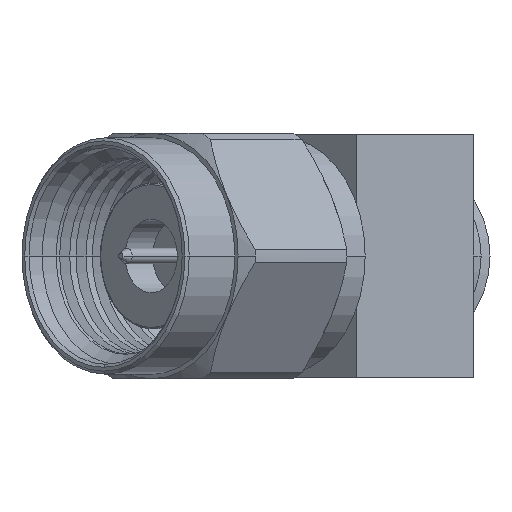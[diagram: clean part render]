
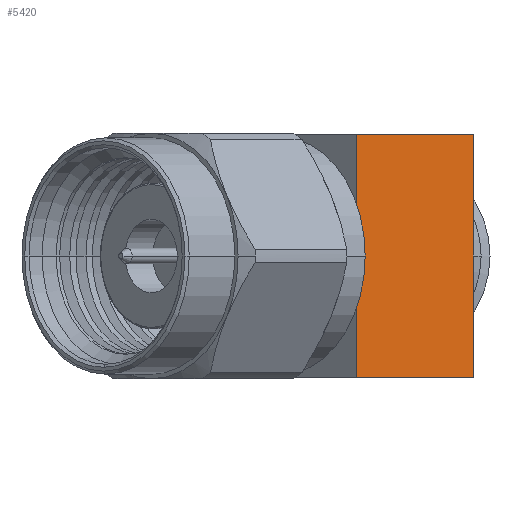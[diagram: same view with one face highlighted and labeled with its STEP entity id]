
A CAD part, left-side view. The second image highlights one B-rep face of the part: STEP entity #5420.
In plain terms, the highlighted planar face has unit normal (-0.707, -0.707, 0).
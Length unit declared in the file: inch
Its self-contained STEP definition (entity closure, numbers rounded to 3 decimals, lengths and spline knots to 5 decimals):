
#134 = CARTESIAN_POINT ( 'NONE',  ( -0.04729, -0.11417, 0.15551 ) ) ;
#203 = CARTESIAN_POINT ( 'NONE',  ( -0.19679, 0.03532, -0.15551 ) ) ;
#339 = DIRECTION ( 'NONE',  ( -0.707, 0.707, 0. ) ) ;
#581 = CARTESIAN_POINT ( 'NONE',  ( -0.04729, -0.11417, -0.15551 ) ) ;
#739 = PLANE ( 'NONE',  #3234 ) ;
#922 = LINE ( 'NONE', #5497, #4182 ) ;
#1036 = LINE ( 'NONE', #1560, #3315 ) ;
#1375 = VECTOR ( 'NONE', #2671, 39.37008 ) ;
#1560 = CARTESIAN_POINT ( 'NONE',  ( -0.19679, 0.03532, -0.15551 ) ) ;
#1592 = DIRECTION ( 'NONE',  ( 0.707, -0.707, 0. ) ) ;
#1812 = VERTEX_POINT ( 'NONE', #134 ) ;
#1979 = EDGE_CURVE ( 'NONE', #6158, #2202, #4769, .T. ) ;
#2202 = VERTEX_POINT ( 'NONE', #4157 ) ;
#2223 = EDGE_CURVE ( 'NONE', #6158, #5302, #1036, .T. ) ;
#2245 = EDGE_LOOP ( 'NONE', ( #6123, #5354, #4418, #5877 ) ) ;
#2340 = DIRECTION ( 'NONE',  ( -0.707, -0.707, 0. ) ) ;
#2613 = LINE ( 'NONE', #5657, #1375 ) ;
#2671 = DIRECTION ( 'NONE',  ( 0.707, -0.707, 0. ) ) ;
#3234 = AXIS2_PLACEMENT_3D ( 'NONE', #4333, #2340, #339 ) ;
#3315 = VECTOR ( 'NONE', #1592, 39.37008 ) ;
#3733 = FACE_OUTER_BOUND ( 'NONE', #2245, .T. ) ;
#4146 = EDGE_CURVE ( 'NONE', #2202, #1812, #2613, .T. ) ;
#4157 = CARTESIAN_POINT ( 'NONE',  ( -0.19679, 0.03532, 0.15551 ) ) ;
#4182 = VECTOR ( 'NONE', #4455, 39.37008 ) ;
#4333 = CARTESIAN_POINT ( 'NONE',  ( -0.19679, 0.03532, -0.15551 ) ) ;
#4418 = ORIENTED_EDGE ( 'NONE', *, *, #1979, .F. ) ;
#4455 = DIRECTION ( 'NONE',  ( 0., 0., 1. ) ) ;
#4612 = EDGE_CURVE ( 'NONE', #5302, #1812, #922, .T. ) ;
#4769 = LINE ( 'NONE', #203, #5137 ) ;
#4866 = DIRECTION ( 'NONE',  ( 0., 0., 1. ) ) ;
#5137 = VECTOR ( 'NONE', #4866, 39.37008 ) ;
#5302 = VERTEX_POINT ( 'NONE', #581 ) ;
#5354 = ORIENTED_EDGE ( 'NONE', *, *, #4146, .F. ) ;
#5420 = ADVANCED_FACE ( 'NONE', ( #3733 ), #739, .T. ) ;
#5497 = CARTESIAN_POINT ( 'NONE',  ( -0.04729, -0.11417, -0.15551 ) ) ;
#5541 = CARTESIAN_POINT ( 'NONE',  ( -0.19679, 0.03532, -0.15551 ) ) ;
#5657 = CARTESIAN_POINT ( 'NONE',  ( -0.19679, 0.03532, 0.15551 ) ) ;
#5877 = ORIENTED_EDGE ( 'NONE', *, *, #2223, .T. ) ;
#6123 = ORIENTED_EDGE ( 'NONE', *, *, #4612, .T. ) ;
#6158 = VERTEX_POINT ( 'NONE', #5541 ) ;
